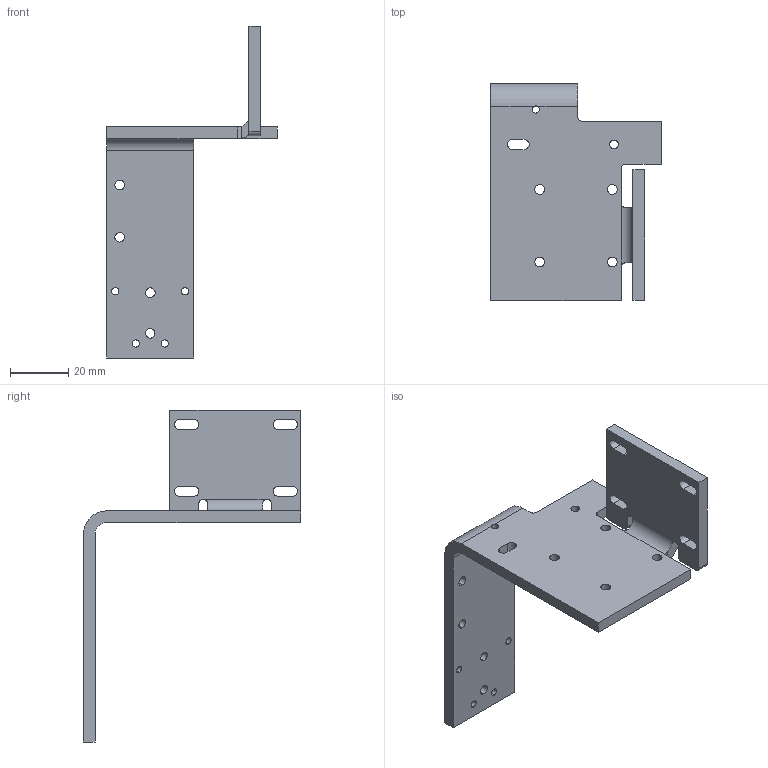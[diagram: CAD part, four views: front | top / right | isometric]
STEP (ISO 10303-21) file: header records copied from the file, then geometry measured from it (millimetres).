
FILE_DESCRIPTION (( 'STEP AP214' ), '1' );
FILE_NAME ('STI - 10025 - Back plate right tool.STEP', '2024-09-27T14:59:24', ( '' ), ( '' ), 'SwSTEP 2.0', 'SolidWorks 2019', '' );
FILE_SCHEMA (( 'AUTOMOTIVE_DESIGN' ));
Length unit declared in the file: millimetre
Products named in the file (1): STI - 10025 - Back plate right tool
Bounding box: 58.8 x 74.75 x 114.35 mm (x, y, z)
Volume: 28150.9 mm3; surface area: 17277 mm2
Topology: 1 solids, 1 shells, 89 faces, 259 edges, 170 vertices
Faces by surface type: cylinder 55, plane 34
Entity records: 3383 total; most frequent: CARTESIAN_POINT 641, DIRECTION 533, ORIENTED_EDGE 518, EDGE_CURVE 259, AXIS2_PLACEMENT_3D 194, VERTEX_POINT 170, LINE 145, VECTOR 145
